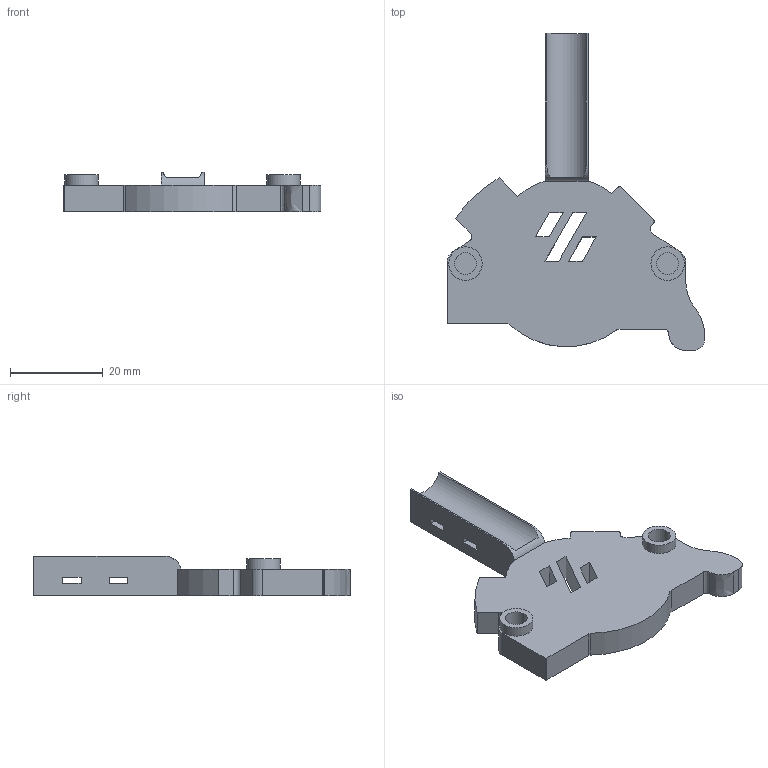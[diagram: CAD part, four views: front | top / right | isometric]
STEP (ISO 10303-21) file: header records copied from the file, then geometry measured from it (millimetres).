
FILE_DESCRIPTION(/* description */ ('Open CASCADE Model'),/* implementation_level */ '2;1');
FILE_NAME(/* name */ 'G2A EBB36 v2.step',/* time_stamp */ '2024-08-05T15:31:20-05:00',/* author */ (''),/* organization */ (''),/* preprocessor_version */ 'ST-DEVELOPER v20',/* originating_system */ 'Autodesk Translation Framework v13.14.0.145',/* authorisation */ '');
FILE_SCHEMA (('AUTOMOTIVE_DESIGN { 1 0 10303 214 3 1 1 }'));
Length unit declared in the file: millimetre
Products named in the file (242): PCB; Board; Open CASCADE STEP translator 6.8 1.1.1; U8; U7; SOP8; LOGO?0.25; SOP8_ËÜÌå; ºñ¶È1.8_µÄÒý½Å; U6; U5; SSOP20; LOGO?0.25_1; SSOP20_ËÜÌå; ºñ¶È1.6_Òý½Å; U4; SOT23-6; LOGO?0.15; SOT23-6_1; SOT23-5and6_Òý½Å; U3; LQFP48-7x7; LQFP48_7x7__ËÜÌå; Òý½Å_0.25; LOGO?0.25_2; U2; ADXL345BCCZ; U1; SOT-23-5; S1; CSW1.27-SMD-4P; LOGO?0.25_3; CSW1.27-SMD-4P_1; ²¦Æ¬; Òý½Å; R47; R46; R45; R_0603; R_0603_1 ...
Assembly tree (433 placements, depth 7):
  PCB
    Board
      Open CASCADE STEP translator 6.8 1.1.1
    U8
      SOT-23-5
    U7
      SOP8
        LOGO?0.25
        SOP8_ËÜÌå
        ºñ¶È1.8_µÄÒý½Å  x8
    U6
      SOT-23-5
    U5
      SSOP20
        LOGO?0.25_1
        SSOP20_ËÜÌå
        ºñ¶È1.6_Òý½Å  x20
    U4
      SOT23-6
        SOT23-5and6_Òý½Å  x6
        LOGO?0.15
        SOT23-6_1
    U3
      LQFP48-7x7
        LQFP48_7x7__ËÜÌå
        Òý½Å_0.25  x48
        LOGO?0.25_2
    U2
      ADXL345BCCZ
    U1
      SOT-23-5
    S1
      CSW1.27-SMD-4P
        ²¦Æ¬  x4
        Òý½Å  x8
        LOGO?0.25_3
        CSW1.27-SMD-4P_1
    R47
      R_0603
        R_0603_1
        LOGO?
    R46
      R_0603
        R_0603_1
        LOGO?
    R45
      R_0603
        R_0603_1
        LOGO?
    R44
      R_0402
        R_0402_1
        LOGO?_1
    R43
      R_0402
        R_0402_1
        LOGO?_1
    R42
      R_0402
        R_0402_1
Bounding box: 55.53 x 68.36 x 8.52 mm (x, y, z)
Volume: 10037.3 mm3; surface area: 6057.9 mm2
Topology: 1 solids, 1 shells, 77 faces, 207 edges, 138 vertices
Faces by surface type: plane 50, cylinder 25, bspline 2
Full cylindrical faces by diameter (mm): 4.7 x4, 7.2 x2
Entity records: 9903 total; most frequent: DIRECTION 1748, CARTESIAN_POINT 1192, AXIS2_PLACEMENT_3D 800, PRODUCT_DEFINITION_SHAPE 675, ITEM_DEFINED_TRANSFORMATION 433, CONTEXT_DEPENDENT_SHAPE_REPRESENTATION 433, NEXT_ASSEMBLY_USAGE_OCCURRENCE 433, ORIENTED_EDGE 414
